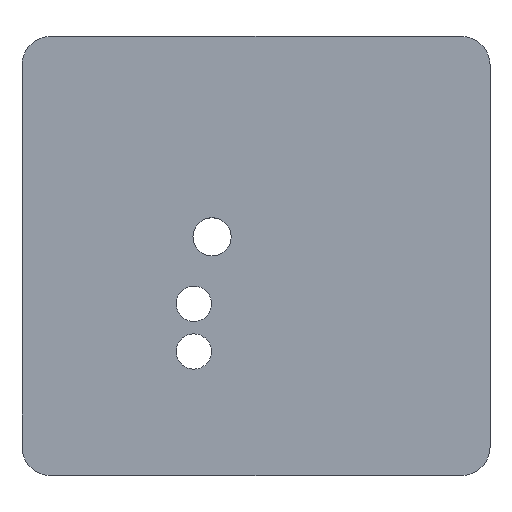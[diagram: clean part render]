
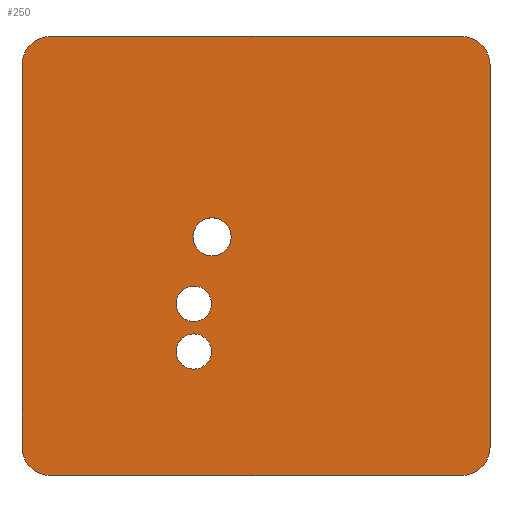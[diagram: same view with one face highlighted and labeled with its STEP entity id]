
A CAD part, top view. The second image highlights one B-rep face of the part: STEP entity #250.
In plain terms, the highlighted planar face has unit normal (0, 0, 1).
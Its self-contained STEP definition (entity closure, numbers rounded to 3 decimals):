
#15=FACE_BOUND('',#52,.T.);
#16=FACE_BOUND('',#53,.T.);
#17=FACE_BOUND('',#54,.T.);
#25=PLANE('',#291);
#38=FACE_OUTER_BOUND('',#51,.T.);
#51=EDGE_LOOP('',(#210,#211,#212,#213,#214,#215,#216,#217));
#52=EDGE_LOOP('',(#218));
#53=EDGE_LOOP('',(#219));
#54=EDGE_LOOP('',(#220));
#64=LINE('',#394,#83);
#68=LINE('',#406,#87);
#72=LINE('',#418,#91);
#76=LINE('',#430,#95);
#83=VECTOR('',#320,10.);
#87=VECTOR('',#332,10.);
#91=VECTOR('',#344,10.);
#95=VECTOR('',#356,10.);
#98=CIRCLE('',#268,1.85);
#100=CIRCLE('',#271,1.85);
#102=CIRCLE('',#274,2.);
#104=CIRCLE('',#278,3.);
#106=CIRCLE('',#282,3.);
#108=CIRCLE('',#286,3.);
#110=CIRCLE('',#290,3.);
#112=VERTEX_POINT('',#372);
#114=VERTEX_POINT('',#378);
#116=VERTEX_POINT('',#384);
#119=VERTEX_POINT('',#391);
#120=VERTEX_POINT('',#393);
#122=VERTEX_POINT('',#399);
#124=VERTEX_POINT('',#405);
#126=VERTEX_POINT('',#411);
#128=VERTEX_POINT('',#417);
#130=VERTEX_POINT('',#423);
#132=VERTEX_POINT('',#429);
#135=EDGE_CURVE('',#112,#112,#98,.T.);
#138=EDGE_CURVE('',#114,#114,#100,.T.);
#141=EDGE_CURVE('',#116,#116,#102,.T.);
#144=EDGE_CURVE('',#120,#119,#64,.T.);
#147=EDGE_CURVE('',#122,#120,#104,.T.);
#150=EDGE_CURVE('',#124,#122,#68,.T.);
#153=EDGE_CURVE('',#126,#124,#106,.T.);
#156=EDGE_CURVE('',#128,#126,#72,.T.);
#159=EDGE_CURVE('',#130,#128,#108,.T.);
#162=EDGE_CURVE('',#132,#130,#76,.T.);
#165=EDGE_CURVE('',#119,#132,#110,.T.);
#210=ORIENTED_EDGE('',*,*,#165,.T.);
#211=ORIENTED_EDGE('',*,*,#162,.T.);
#212=ORIENTED_EDGE('',*,*,#159,.T.);
#213=ORIENTED_EDGE('',*,*,#156,.T.);
#214=ORIENTED_EDGE('',*,*,#153,.T.);
#215=ORIENTED_EDGE('',*,*,#150,.T.);
#216=ORIENTED_EDGE('',*,*,#147,.T.);
#217=ORIENTED_EDGE('',*,*,#144,.T.);
#218=ORIENTED_EDGE('',*,*,#135,.T.);
#219=ORIENTED_EDGE('',*,*,#138,.T.);
#220=ORIENTED_EDGE('',*,*,#141,.T.);
#250=ADVANCED_FACE('',(#38,#15,#16,#17),#25,.T.);
#268=AXIS2_PLACEMENT_3D('',#374,#300,#301);
#271=AXIS2_PLACEMENT_3D('',#380,#307,#308);
#274=AXIS2_PLACEMENT_3D('',#386,#314,#315);
#278=AXIS2_PLACEMENT_3D('',#400,#326,#327);
#282=AXIS2_PLACEMENT_3D('',#412,#338,#339);
#286=AXIS2_PLACEMENT_3D('',#424,#350,#351);
#290=AXIS2_PLACEMENT_3D('',#434,#362,#363);
#291=AXIS2_PLACEMENT_3D('',#435,#364,#365);
#300=DIRECTION('center_axis',(0.,0.,-1.));
#301=DIRECTION('ref_axis',(-1.,0.,0.));
#307=DIRECTION('center_axis',(0.,0.,-1.));
#308=DIRECTION('ref_axis',(-1.,0.,0.));
#314=DIRECTION('center_axis',(0.,0.,-1.));
#315=DIRECTION('ref_axis',(-1.,0.,0.));
#320=DIRECTION('',(1.,0.,0.));
#326=DIRECTION('center_axis',(0.,0.,1.));
#327=DIRECTION('ref_axis',(-1.,0.,0.));
#332=DIRECTION('',(0.,-1.,0.));
#338=DIRECTION('center_axis',(0.,0.,1.));
#339=DIRECTION('ref_axis',(0.,1.,0.));
#344=DIRECTION('',(-1.,0.,0.));
#350=DIRECTION('center_axis',(0.,0.,1.));
#351=DIRECTION('ref_axis',(1.,0.,0.));
#356=DIRECTION('',(0.,1.,0.));
#362=DIRECTION('center_axis',(0.,0.,1.));
#363=DIRECTION('ref_axis',(0.,-1.,0.));
#364=DIRECTION('center_axis',(0.,0.,1.));
#365=DIRECTION('ref_axis',(1.,0.,0.));
#372=CARTESIAN_POINT('',(-6.16,-10.,2.));
#374=CARTESIAN_POINT('Origin',(-8.01,-10.,2.));
#378=CARTESIAN_POINT('',(-6.15,-5.,2.));
#380=CARTESIAN_POINT('Origin',(-8.,-5.,2.));
#384=CARTESIAN_POINT('',(-4.1,2.,2.));
#386=CARTESIAN_POINT('Origin',(-6.1,2.,2.));
#391=CARTESIAN_POINT('',(20.,-23.,2.));
#393=CARTESIAN_POINT('',(-23.,-23.,2.));
#394=CARTESIAN_POINT('',(20.,-23.,2.));
#399=CARTESIAN_POINT('',(-26.,-20.,2.));
#400=CARTESIAN_POINT('Origin',(-23.,-20.,2.));
#405=CARTESIAN_POINT('',(-26.,20.,2.));
#406=CARTESIAN_POINT('',(-26.,-20.,2.));
#411=CARTESIAN_POINT('',(-23.,23.,2.));
#412=CARTESIAN_POINT('Origin',(-23.,20.,2.));
#417=CARTESIAN_POINT('',(20.,23.,2.));
#418=CARTESIAN_POINT('',(-23.,23.,2.));
#423=CARTESIAN_POINT('',(23.,20.,2.));
#424=CARTESIAN_POINT('Origin',(20.,20.,2.));
#429=CARTESIAN_POINT('',(23.,-20.,2.));
#430=CARTESIAN_POINT('',(23.,20.,2.));
#434=CARTESIAN_POINT('Origin',(20.,-20.,2.));
#435=CARTESIAN_POINT('Origin',(-1.5,0.,2.));
